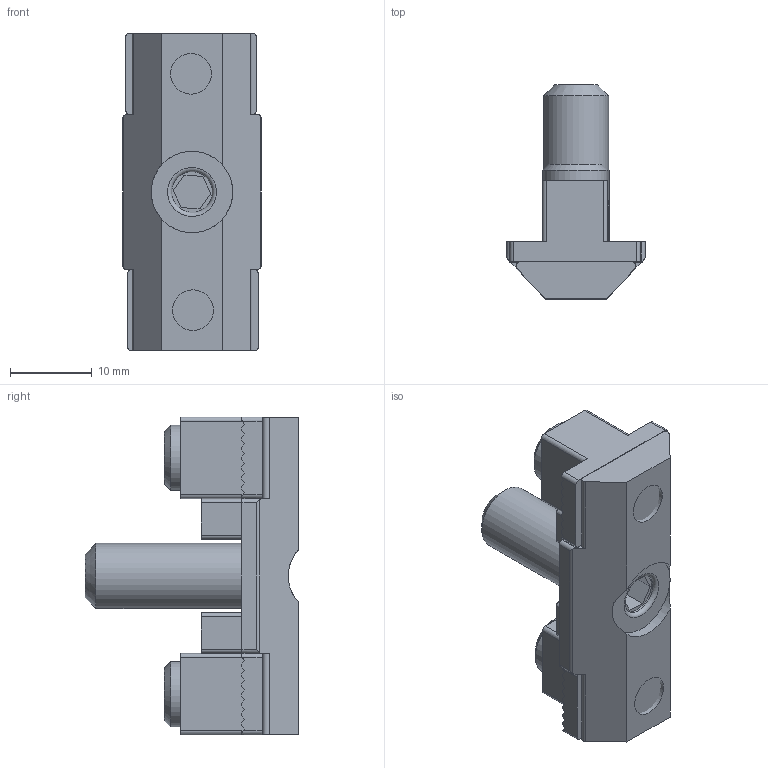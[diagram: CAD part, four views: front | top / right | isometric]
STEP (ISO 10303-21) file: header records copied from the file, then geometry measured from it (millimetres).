
FILE_DESCRIPTION(/* description */ (''),/* implementation_level */ '2;1');
FILE_NAME(/* name */ '13169_KriTec_Druckverbinder_8_40_M8.stp',/* time_stamp */ '2015-08-31T16:40:45+02:00',/* author */ ('kostic'),/* organization */ (''),/* preprocessor_version */ 'ST-DEVELOPER v15.2',/* originating_system */ 'Autodesk Inventor 2014',/* authorisation */ '');
FILE_SCHEMA (('CONFIG_CONTROL_DESIGN'));
Length unit declared in the file: millimetre
Products named in the file (5): Verbinder; Befestigungseinsatz; DIN 915 - M8 x 16; Schraube; 13169_KriTec_Druckverbinder_8_40_M8
Assembly tree (6 placements, depth 2):
  13169_KriTec_Druckverbinder_8_40_M8
    Verbinder
    Befestigungseinsatz  x2
    DIN 915 - M8 x 16  x2
    Schraube
Bounding box: 17 x 26.25 x 39 mm (x, y, z)
Volume: 6328.5 mm3; surface area: 5632.2 mm2
Topology: 6 solids, 6 shells, 220 faces, 612 edges, 405 vertices
Faces by surface type: plane 163, cylinder 47, cone 9, torus 1
Full cylindrical faces by diameter (mm): 5 x3, 5.5 x2, 6.647 x2, 8 x4, 10 x2
Entity records: 4446 total; most frequent: CARTESIAN_POINT 777, DIRECTION 742, ORIENTED_EDGE 728, EDGE_CURVE 364, LINE 276, VECTOR 276, VERTEX_POINT 250, AXIS2_PLACEMENT_3D 233
